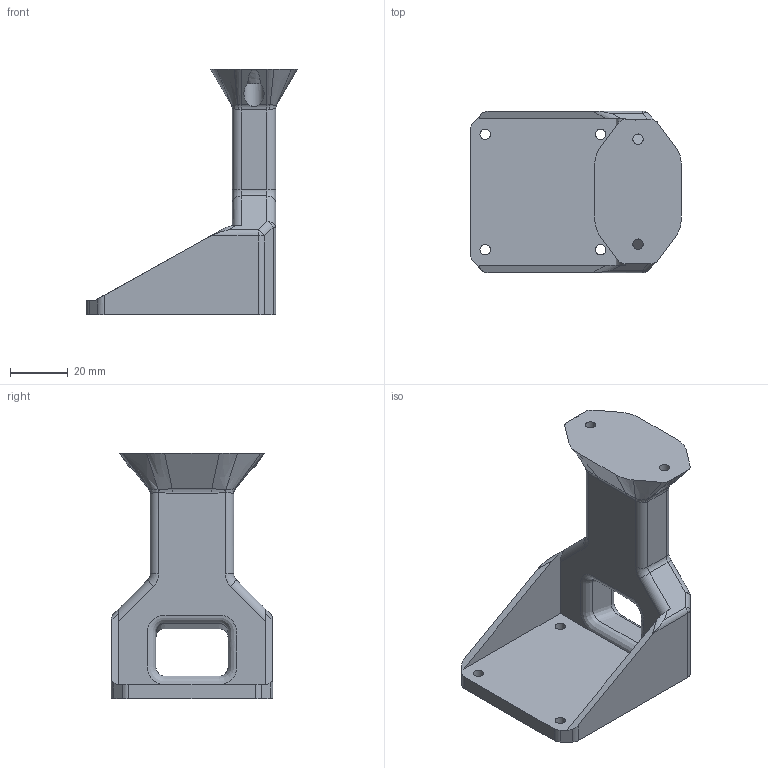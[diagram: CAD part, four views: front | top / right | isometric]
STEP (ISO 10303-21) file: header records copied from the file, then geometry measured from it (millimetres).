
FILE_DESCRIPTION(/* description */ (''),/* implementation_level */ '2;1');
FILE_NAME(/* name */ 'CameraMount_v2.step',/* time_stamp */ '2023-09-27T15:27:47+02:00',/* author */ (''),/* organization */ (''),/* preprocessor_version */ 'ST-DEVELOPER v20',/* originating_system */ 'Autodesk Translation Framework v12.9.0.99',/* authorisation */ '');
FILE_SCHEMA (('AUTOMOTIVE_DESIGN { 1 0 10303 214 3 1 1 }'));
Length unit declared in the file: millimetre
Products named in the file (1): cameramount
Bounding box: 73 x 56 x 85 mm (x, y, z)
Volume: 65171.9 mm3; surface area: 20672.3 mm2
Topology: 1 solids, 1 shells, 105 faces, 267 edges, 163 vertices
Faces by surface type: cylinder 36, bspline 33, plane 28, sphere 4, torus 4
Full cylindrical faces by diameter (mm): 3.6 x6
Entity records: 6093 total; most frequent: CARTESIAN_POINT 3630, ORIENTED_EDGE 534, DIRECTION 460, EDGE_CURVE 267, AXIS2_PLACEMENT_3D 171, VERTEX_POINT 163, LINE 118, VECTOR 118
